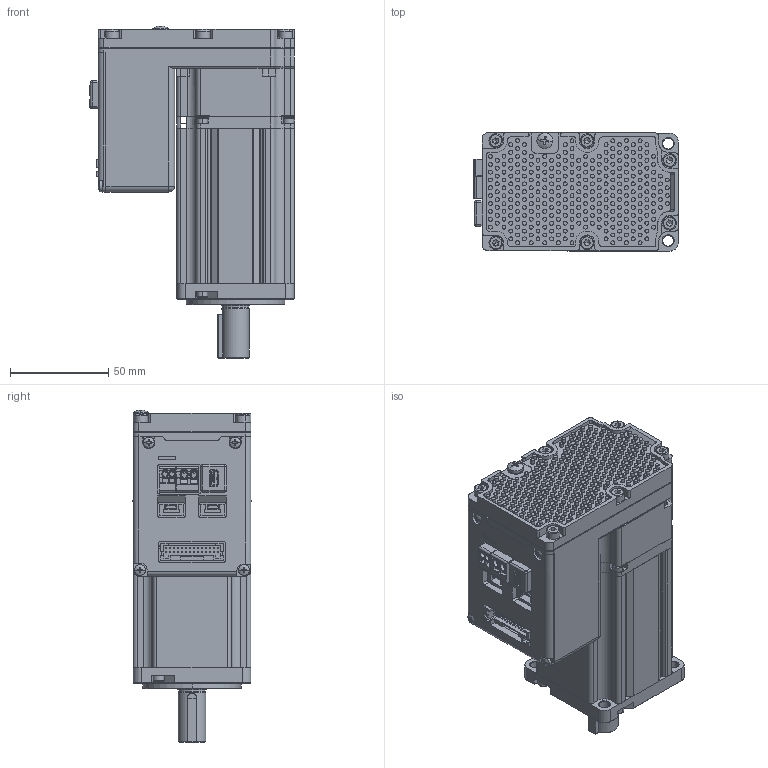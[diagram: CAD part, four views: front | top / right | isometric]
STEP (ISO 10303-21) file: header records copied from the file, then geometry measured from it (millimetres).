
FILE_DESCRIPTION (( 'STEP AP203' ), '1' );
FILE_NAME ('IP20，CANopen&RS485，绝对值，不带刹车，400W.STEP', '2022-04-27T09:27:28', ( 'ad' ), ( '' ), 'SwSTEP 2.0', 'SolidWorks 2015', '' );
FILE_SCHEMA (( 'CONFIG_CONTROL_DESIGN' ));
Length unit declared in the file: millimetre
Products named in the file (2): IP20，CANopen&RS485，绝对值，不带刹车，400W
Bounding box: 104.45 x 60.1 x 169.06 mm (x, y, z)
Surface area: 81650.5 mm2 (no closed solid volume)
Topology: 0 solids, 45 shells, 2199 faces, 6262 edges, 4348 vertices
Faces by surface type: plane 995, cylinder 950, cone 98, bspline 76, torus 64, sphere 16
Entity records: 74650 total; most frequent: CARTESIAN_POINT 16218, DIRECTION 12864, ORIENTED_EDGE 10827, EDGE_CURVE 6236, AXIS2_PLACEMENT_3D 4774, VERTEX_POINT 4348, VECTOR 3316, LINE 3316
